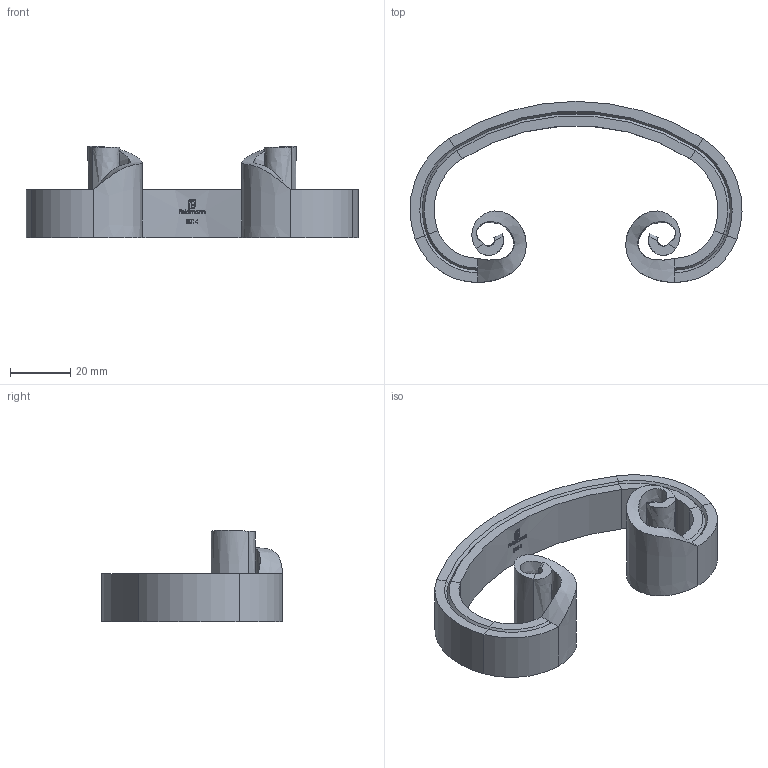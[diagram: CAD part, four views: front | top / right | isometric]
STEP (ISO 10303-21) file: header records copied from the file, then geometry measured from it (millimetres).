
FILE_DESCRIPTION (( 'STEP AP203' ), '1' );
FILE_NAME ('5014.STEP', '2023-11-23T08:52:38', ( '' ), ( '' ), 'SwSTEP 2.0', 'SolidWorks 2018', '' );
FILE_SCHEMA (( 'CONFIG_CONTROL_DESIGN' ));
Length unit declared in the file: millimetre
Products named in the file (1): 5014
Bounding box: 109.99 x 60 x 30.4 mm (x, y, z)
Volume: 35985.1 mm3; surface area: 17031.1 mm2
Topology: 1 solids, 1 shells, 274 faces, 710 edges, 456 vertices
Faces by surface type: plane 127, bspline 95, cylinder 32, cone 20
Entity records: 12449 total; most frequent: CARTESIAN_POINT 6262, ORIENTED_EDGE 1420, DIRECTION 1006, EDGE_CURVE 710, VERTEX_POINT 456, LINE 362, VECTOR 362, AXIS2_PLACEMENT_3D 322
